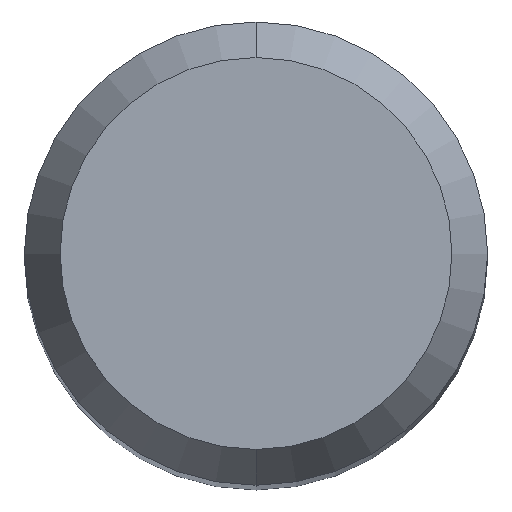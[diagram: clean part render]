
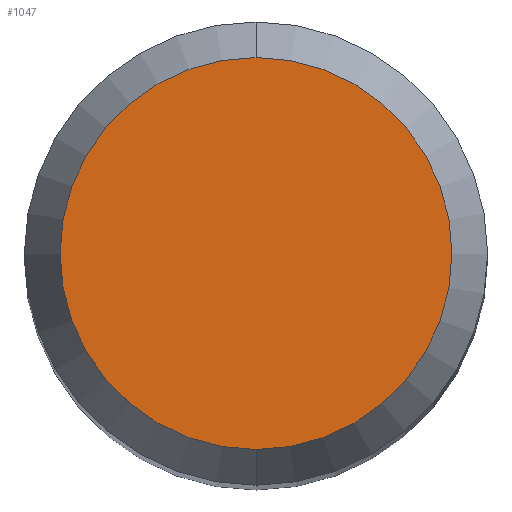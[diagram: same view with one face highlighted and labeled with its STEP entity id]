
A CAD part, top view. The second image highlights one B-rep face of the part: STEP entity #1047.
In plain terms, the highlighted planar face has unit normal (0, 0, 1).
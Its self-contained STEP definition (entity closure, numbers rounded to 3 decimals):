
#503=VERTEX_POINT('',#1339);
#741=EDGE_CURVE('',#503,#743,#1604,.T.);
#743=VERTEX_POINT('',#1606);
#947=EDGE_CURVE('',#743,#503,#1821,.T.);
#1047=ADVANCED_FACE('',(#1931),#1932,.T.);
#1339=CARTESIAN_POINT('',(0.,-2.538,0.0));
#1604=CIRCLE('',#4836,2.538);
#1606=CARTESIAN_POINT('',(0.0,2.538,0.0));
#1821=CIRCLE('',#6298,2.538);
#1931=FACE_OUTER_BOUND('',#6661,.T.);
#1932=PLANE('',#6662);
#4836=AXIS2_PLACEMENT_3D('',#8671,#8672,#8673);
#6298=AXIS2_PLACEMENT_3D('',#8840,#8841,#8842);
#6661=EDGE_LOOP('',(#8962,#8963));
#6662=AXIS2_PLACEMENT_3D('',#8964,#8965,#8966);
#8671=CARTESIAN_POINT('',(0.0,0.0,0.0));
#8672=DIRECTION('',(0.0,0.0,-1.0));
#8673=DIRECTION('',(0.0,1.0,0.0));
#8840=CARTESIAN_POINT('',(0.0,0.0,0.0));
#8841=DIRECTION('',(0.0,0.0,-1.0));
#8842=DIRECTION('',(0.0,1.0,0.0));
#8962=ORIENTED_EDGE('',*,*,#947,.F.);
#8963=ORIENTED_EDGE('',*,*,#741,.F.);
#8964=CARTESIAN_POINT('',(0.0,1.269,0.0));
#8965=DIRECTION('',(-0.0,0.0,1.0));
#8966=DIRECTION('',(0.0,-1.0,0.0));
